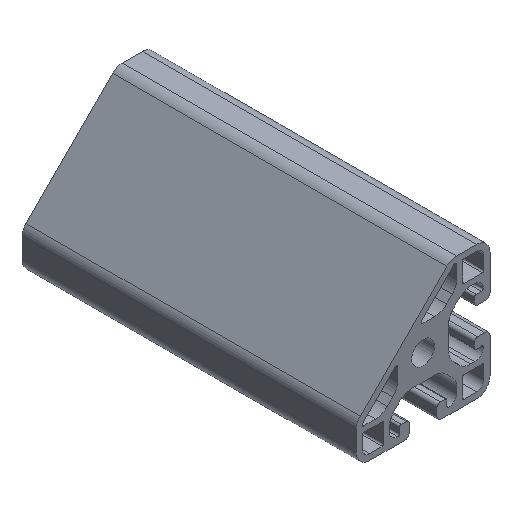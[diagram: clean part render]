
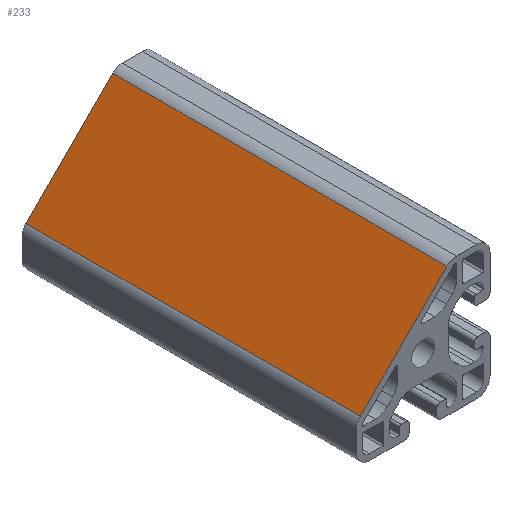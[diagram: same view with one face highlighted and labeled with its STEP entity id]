
A CAD part, isometric view. The second image highlights one B-rep face of the part: STEP entity #233.
In plain terms, the highlighted planar face has unit normal (-0.707, 0, 0.707).
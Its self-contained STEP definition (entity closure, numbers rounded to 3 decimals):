
#233 = ADVANCED_FACE( '', ( #518 ), #519, .F. );
#518 = FACE_OUTER_BOUND( '', #853, .T. );
#519 = PLANE( '', #854 );
#853 = EDGE_LOOP( '', ( #1535, #1536, #1537, #1538 ) );
#854 = AXIS2_PLACEMENT_3D( '', #1539, #1540, #1541 );
#1535 = ORIENTED_EDGE( '', *, *, #2245, .T. );
#1536 = ORIENTED_EDGE( '', *, *, #2339, .F. );
#1537 = ORIENTED_EDGE( '', *, *, #2340, .F. );
#1538 = ORIENTED_EDGE( '', *, *, #2275, .T. );
#1539 = CARTESIAN_POINT( '', ( -18.828, 100., -7.113 ) );
#1540 = DIRECTION( '', ( 0.707, 0., -0.707 ) );
#1541 = DIRECTION( '', ( -0.707, 0., -0.707 ) );
#2245 = EDGE_CURVE( '', #2718, #2795, #2797, .T. );
#2275 = EDGE_CURVE( '', #2842, #2718, #2843, .T. );
#2339 = EDGE_CURVE( '', #2932, #2795, #2933, .T. );
#2340 = EDGE_CURVE( '', #2842, #2932, #2934, .T. );
#2718 = VERTEX_POINT( '', #3417 );
#2795 = VERTEX_POINT( '', #3514 );
#2797 = LINE( '', #3516, #3517 );
#2842 = VERTEX_POINT( '', #3575 );
#2843 = LINE( '', #3576, #3577 );
#2932 = VERTEX_POINT( '', #3698 );
#2933 = LINE( '', #3699, #3700 );
#2934 = LINE( '', #3701, #3702 );
#3417 = CARTESIAN_POINT( '', ( -18.828, 0., -7.113 ) );
#3514 = CARTESIAN_POINT( '', ( 7.113, 0., 18.828 ) );
#3516 = CARTESIAN_POINT( '', ( -18.828, 0., -7.113 ) );
#3517 = VECTOR( '', #4192, 1000. );
#3575 = CARTESIAN_POINT( '', ( -18.828, 100., -7.113 ) );
#3576 = CARTESIAN_POINT( '', ( -18.828, 100., -7.113 ) );
#3577 = VECTOR( '', #4236, 1000. );
#3698 = CARTESIAN_POINT( '', ( 7.113, 100., 18.828 ) );
#3699 = CARTESIAN_POINT( '', ( 7.113, 100., 18.828 ) );
#3700 = VECTOR( '', #4305, 1000. );
#3701 = CARTESIAN_POINT( '', ( -18.828, 100., -7.113 ) );
#3702 = VECTOR( '', #4306, 1000. );
#4192 = DIRECTION( '', ( 0.707, 0., 0.707 ) );
#4236 = DIRECTION( '', ( 0., -1., 0. ) );
#4305 = DIRECTION( '', ( 0., -1., 0. ) );
#4306 = DIRECTION( '', ( 0.707, 0., 0.707 ) );
